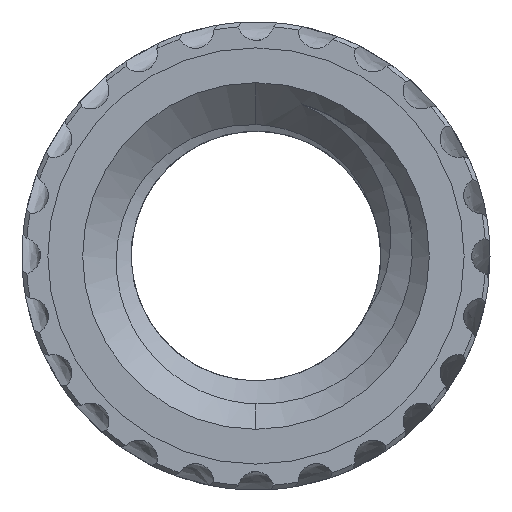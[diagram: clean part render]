
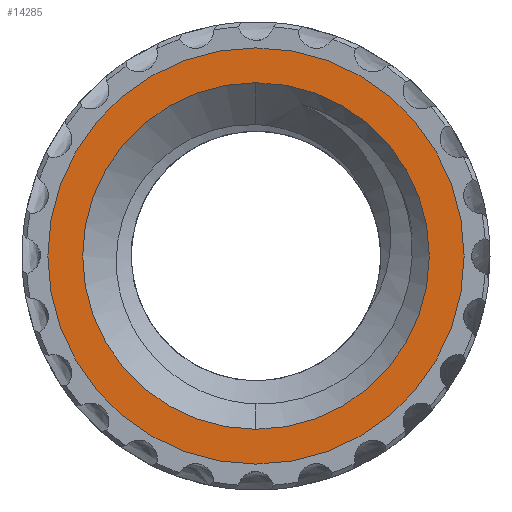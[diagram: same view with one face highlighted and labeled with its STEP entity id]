
A CAD part, front view. The second image highlights one B-rep face of the part: STEP entity #14285.
In plain terms, the highlighted planar face has unit normal (0, -1, 0).
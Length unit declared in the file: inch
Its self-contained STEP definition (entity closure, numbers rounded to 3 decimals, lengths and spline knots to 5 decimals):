
#1311 = PLANE ( 'NONE',  #11028 ) ;
#1724 = CIRCLE ( 'NONE', #6654, 0.10367 ) ;
#2147 = DIRECTION ( 'NONE',  ( 0., -1., 0. ) ) ;
#2578 = CIRCLE ( 'NONE', #12558, 0.10367 ) ;
#2703 = VERTEX_POINT ( 'NONE', #7519 ) ;
#2709 = DIRECTION ( 'NONE',  ( 0., -1., 0. ) ) ;
#2923 = DIRECTION ( 'NONE',  ( 0., -1., 0. ) ) ;
#3041 = CARTESIAN_POINT ( 'NONE',  ( 0., 0., 0. ) ) ;
#3107 = VERTEX_POINT ( 'NONE', #12169 ) ;
#3886 = EDGE_CURVE ( 'NONE', #8239, #3107, #4015, .T. ) ;
#4015 = CIRCLE ( 'NONE', #11161, 0.1245 ) ;
#4444 = DIRECTION ( 'NONE',  ( 1., 0., 0. ) ) ;
#5346 = EDGE_LOOP ( 'NONE', ( #12761, #13484 ) ) ;
#5464 = DIRECTION ( 'NONE',  ( 0., -1., 0. ) ) ;
#6297 = CIRCLE ( 'NONE', #14986, 0.1245 ) ;
#6654 = AXIS2_PLACEMENT_3D ( 'NONE', #3041, #12712, #4444 ) ;
#7519 = CARTESIAN_POINT ( 'NONE',  ( 0., 0., -0.10367 ) ) ;
#8239 = VERTEX_POINT ( 'NONE', #9436 ) ;
#8251 = CARTESIAN_POINT ( 'NONE',  ( 0.1245, 0., 0. ) ) ;
#8408 = EDGE_LOOP ( 'NONE', ( #10616, #11010 ) ) ;
#9367 = FACE_OUTER_BOUND ( 'NONE', #5346, .T. ) ;
#9436 = CARTESIAN_POINT ( 'NONE',  ( -0.1245, 0., 0. ) ) ;
#10496 = CARTESIAN_POINT ( 'NONE',  ( 0., 0., 0. ) ) ;
#10616 = ORIENTED_EDGE ( 'NONE', *, *, #16479, .F. ) ;
#11010 = ORIENTED_EDGE ( 'NONE', *, *, #16646, .F. ) ;
#11028 = AXIS2_PLACEMENT_3D ( 'NONE', #8251, #2709, #12399 ) ;
#11161 = AXIS2_PLACEMENT_3D ( 'NONE', #13696, #5464, #15057 ) ;
#11254 = CARTESIAN_POINT ( 'NONE',  ( 0., 0., 0. ) ) ;
#11257 = EDGE_CURVE ( 'NONE', #3107, #8239, #6297, .T. ) ;
#11321 = VERTEX_POINT ( 'NONE', #17423 ) ;
#11840 = DIRECTION ( 'NONE',  ( 1., 0., 0. ) ) ;
#12169 = CARTESIAN_POINT ( 'NONE',  ( 0.1245, 0., 0. ) ) ;
#12399 = DIRECTION ( 'NONE',  ( 1., 0., 0. ) ) ;
#12558 = AXIS2_PLACEMENT_3D ( 'NONE', #10496, #2147, #11840 ) ;
#12606 = DIRECTION ( 'NONE',  ( 1., 0., 0. ) ) ;
#12712 = DIRECTION ( 'NONE',  ( 0., -1., 0. ) ) ;
#12761 = ORIENTED_EDGE ( 'NONE', *, *, #11257, .T. ) ;
#12992 = FACE_BOUND ( 'NONE', #8408, .T. ) ;
#13484 = ORIENTED_EDGE ( 'NONE', *, *, #3886, .T. ) ;
#13696 = CARTESIAN_POINT ( 'NONE',  ( 0., 0., 0. ) ) ;
#14285 = ADVANCED_FACE ( 'NONE', ( #12992, #9367 ), #1311, .T. ) ;
#14986 = AXIS2_PLACEMENT_3D ( 'NONE', #11254, #2923, #12606 ) ;
#15057 = DIRECTION ( 'NONE',  ( 1., 0., 0. ) ) ;
#16479 = EDGE_CURVE ( 'NONE', #2703, #11321, #2578, .T. ) ;
#16646 = EDGE_CURVE ( 'NONE', #11321, #2703, #1724, .T. ) ;
#17423 = CARTESIAN_POINT ( 'NONE',  ( 0., 0., 0.10367 ) ) ;
